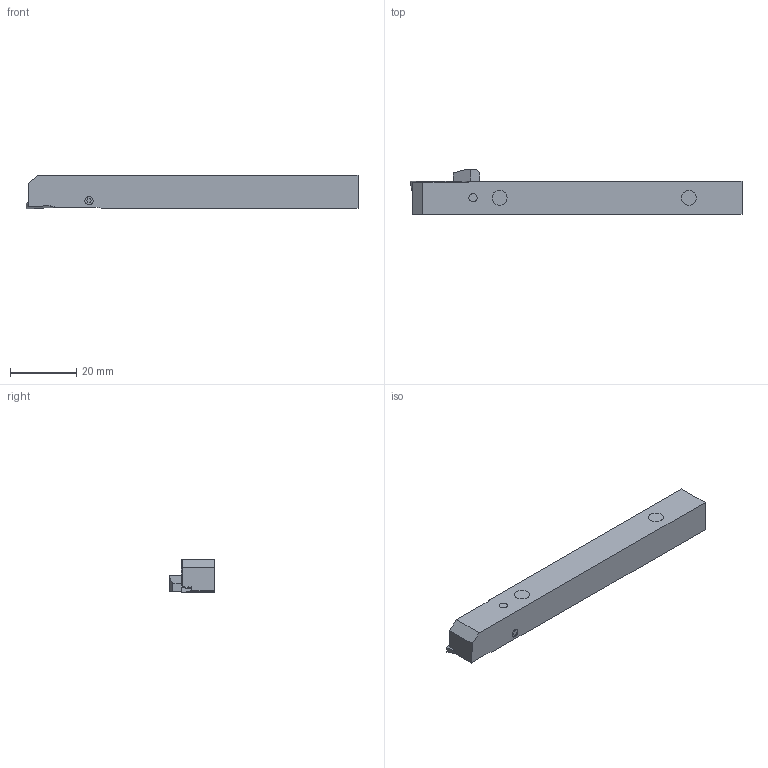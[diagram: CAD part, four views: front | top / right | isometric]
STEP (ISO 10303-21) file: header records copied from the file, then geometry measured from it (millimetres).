
FILE_DESCRIPTION (( 'STEP AP214' ), '1' );
FILE_NAME ('ISO-157-12.step', '2015-12-17T12:10:20', ( '' ), ( '' ), 'SwSTEP 2.0', 'SolidWorks 2015', '' );
FILE_SCHEMA (( 'AUTOMOTIVE_DESIGN' ));
Length unit declared in the file: millimetre
Products named in the file (1): ISO-157-12
Bounding box: 100 x 13.5 x 10.2 mm (x, y, z)
Volume: 9874.4 mm3; surface area: 4322.5 mm2
Topology: 1 solids, 1 shells, 57 faces, 174 edges, 124 vertices
Faces by surface type: plane 50, cylinder 7
Entity records: 2050 total; most frequent: CARTESIAN_POINT 365, ORIENTED_EDGE 348, DIRECTION 340, EDGE_CURVE 174, VERTEX_POINT 124, VECTOR 118, LINE 118, AXIS2_PLACEMENT_3D 111
